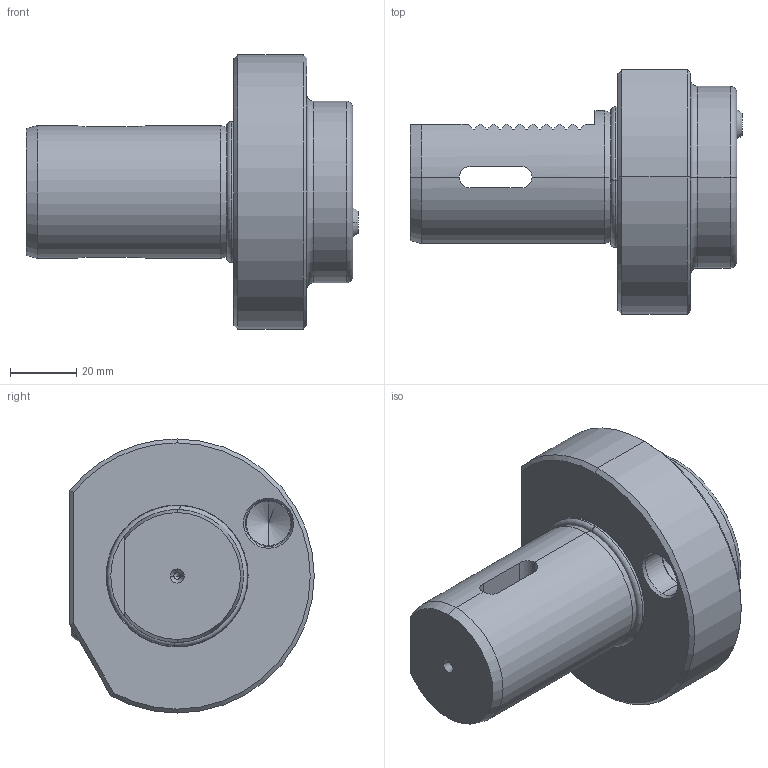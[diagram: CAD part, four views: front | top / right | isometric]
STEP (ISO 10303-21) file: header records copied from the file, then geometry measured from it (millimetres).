
FILE_DESCRIPTION (( 'STEP AP203' ), '1' );
FILE_NAME ('409.07.02.STEP', '2016-11-26T07:18:20', ( '' ), ( '' ), 'SwSTEP 2.0', 'SolidWorks 2012', '' );
FILE_SCHEMA (( 'CONFIG_CONTROL_DESIGN' ));
Length unit declared in the file: millimetre
Products named in the file (7): 管螺文螺絲; 409.07.02; 7止水鉚珠; 2-44100006N4出水銅嘴; 皿頭_M4xP0.7x8L; O型環38.7; VDI40       MA2
Assembly tree (6 placements, depth 2):
  409.07.02
    VDI40       MA2
    7止水鉚珠
    O型環38.7
    皿頭_M4xP0.7x8L
    2-44100006N4出水銅嘴
    管螺文螺絲
Bounding box: 100.53 x 74 x 83 mm (x, y, z)
Volume: 194096 mm3; surface area: 36293.3 mm2
Topology: 18 solids, 18 shells, 400 faces, 965 edges, 590 vertices
Faces by surface type: cone 169, cylinder 106, plane 70, bspline 35, torus 16, sphere 4
Entity records: 34146 total; most frequent: CARTESIAN_POINT 24917, ORIENTED_EDGE 1890, DIRECTION 1600, EDGE_CURVE 945, AXIS2_PLACEMENT_3D 614, VERTEX_POINT 584, EDGE_LOOP 419, ADVANCED_FACE 400
